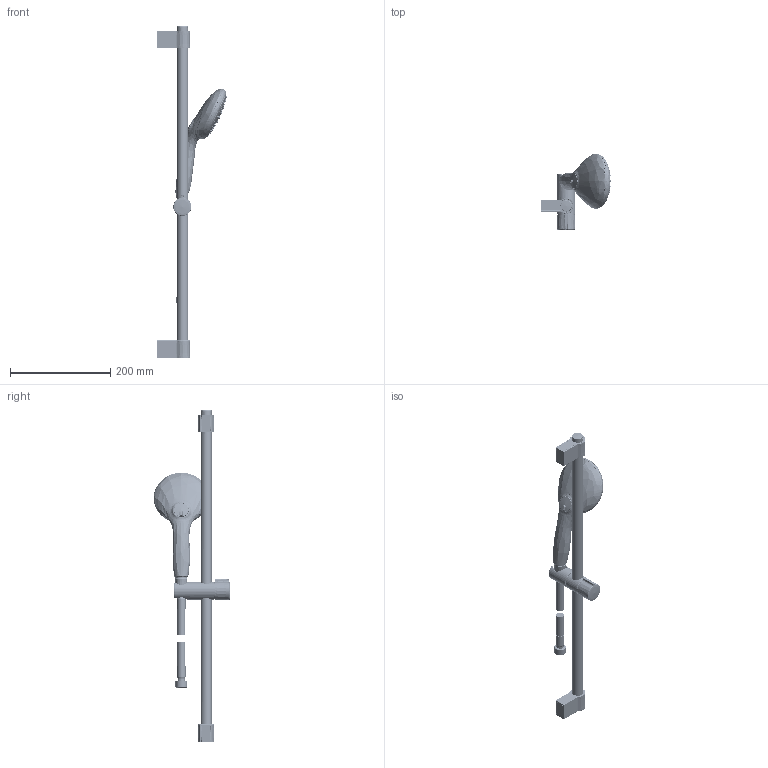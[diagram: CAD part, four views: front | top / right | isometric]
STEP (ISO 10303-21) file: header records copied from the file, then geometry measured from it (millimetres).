
FILE_DESCRIPTION(/* description */ ('Unknown'),/* implementation_level */ '2;1');
FILE_NAME(/* name */ '28438004',/* time_stamp */ '2023-01-09T07:02:33+01:00',/* author */ ('Unknown'),/* organization */ ('GROHE AG'),/* preprocessor_version */ 'ST-DEVELOPER v16.7',/* originating_system */ 'DEX',/* authorisation */ $);
FILE_SCHEMA (('AUTOMOTIVE_DESIGN {1 0 10303 214 3 1 1}'));
Products named in the file (1): 28438004
Bounding box: 139.56 x 152.22 x 661.05 mm (x, y, z)
Volume: 343258.8 mm3; surface area: 304730.7 mm2
Topology: 16 solids, 24 shells, 9219 faces, 22681 edges, 13060 vertices
Faces by surface type: bspline 4885, cylinder 1550, plane 1193, torus 802, sphere 405, cone 384
Full cylindrical faces by diameter (mm): 0.83 x4, 2.8 x144, 3.7 x72, 4.1 x14, 4.3 x1, 12.2 x1, 12.35 x1, 12.4 x2, 12.55 x2, 14 x1, 14.7 x1, 14.776 x1, 14.9 x1, 15.1 x1, 15.6 x1, 15.893 x2, 16 x1, 16.4 x1, 17.031 x1, 17.123 x1, 18.2 x1, 18.4 x1, 18.5 x1, 20.2 x1, 20.26 x1, 20.7 x1, 21.9 x1, 22 x1, 22.2 x2, 22.9 x2
Entity records: 341635 total; most frequent: CARTESIAN_POINT 168025, ORIENTED_EDGE 40480, DIRECTION 26504, EDGE_CURVE 20240, VERTEX_POINT 12211, AXIS2_PLACEMENT_3D 11698, EDGE_LOOP 10773, FACE_BOUND 10773
